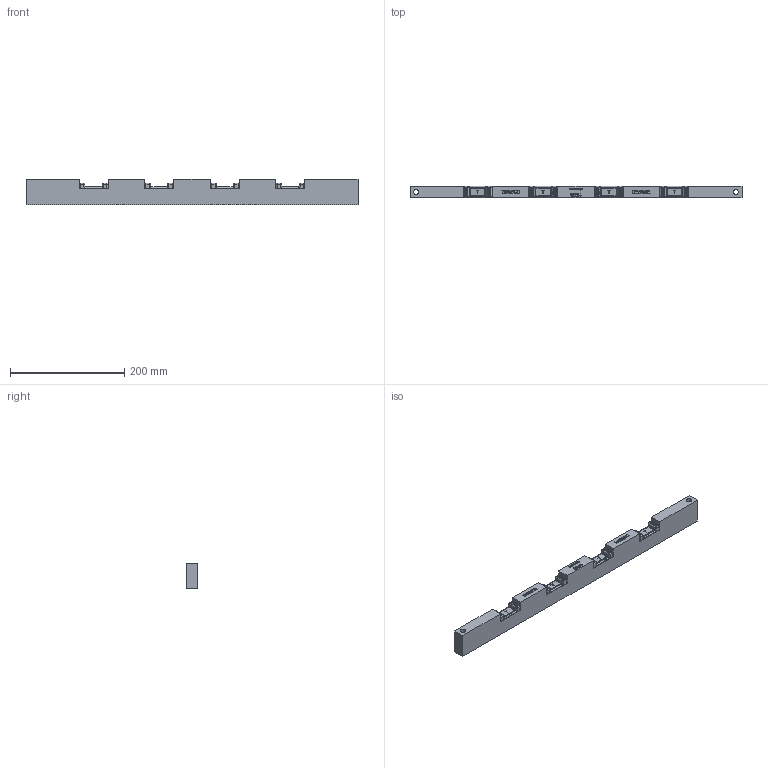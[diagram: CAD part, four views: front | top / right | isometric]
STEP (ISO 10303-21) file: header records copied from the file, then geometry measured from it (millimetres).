
FILE_DESCRIPTION(/* description */ (''),/* implementation_level */ '2;1');
FILE_NAME(/* name */ '31154-T.step',/* time_stamp */ '2023-10-24T14:35:22+01:00',/* author */ (''),/* organization */ (''),/* preprocessor_version */ 'ST-DEVELOPER v20',/* originating_system */ 'Autodesk Translation Framework v12.14.0.127',/* authorisation */ '');
FILE_SCHEMA (('AUTOMOTIVE_DESIGN { 1 0 10303 214 3 1 1 }'));
Length unit declared in the file: millimetre
Products named in the file (3): 31154DT3; 31154; Insert Triple Bar
Assembly tree (5 placements, depth 2):
  31154DT3
    31154
    Insert Triple Bar  x4
Bounding box: 582 x 20 x 45 mm (x, y, z)
Volume: 469239.9 mm3; surface area: 91639 mm2
Topology: 5 solids, 5 shells, 2221 faces, 5555 edges, 3466 vertices
Faces by surface type: plane 1266, bspline 365, cylinder 358, sphere 112, torus 96, cone 24
Full cylindrical faces by diameter (mm): 9 x2
Entity records: 28835 total; most frequent: CARTESIAN_POINT 7664, ORIENTED_EDGE 4694, DIRECTION 3699, EDGE_CURVE 2347, LINE 1737, VECTOR 1737, VERTEX_POINT 1504, AXIS2_PLACEMENT_3D 981
